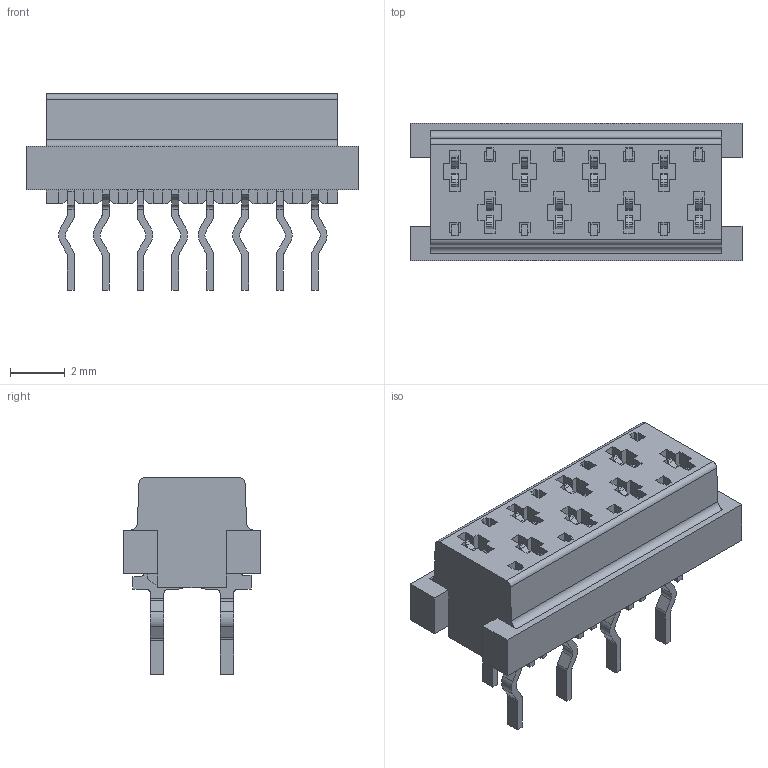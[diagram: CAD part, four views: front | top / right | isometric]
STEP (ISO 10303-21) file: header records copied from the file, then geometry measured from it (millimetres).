
FILE_DESCRIPTION(/* description */ (''),/* implementation_level */ '2;1');
FILE_NAME(/* name */ 'c-215079-8-t-3d.step',/* time_stamp */ '2019-10-05T16:58:52+02:00',/* author */ (''),/* organization */ (''),/* preprocessor_version */ 'ST-DEVELOPER v18',/* originating_system */ 'Autodesk Translation Framework v8.2.0.1029',/* authorisation */ '');
FILE_SCHEMA (('AUTOMOTIVE_DESIGN { 1 0 10303 214 3 1 1 }'));
Length unit declared in the file: millimetre
Products named in the file (1): c-215079-8-t-3d
Bounding box: 12.09 x 5 x 7.15 mm (x, y, z)
Volume: 175.9 mm3; surface area: 383.9 mm2
Topology: 1 solids, 1 shells, 738 faces, 2092 edges, 1388 vertices
Faces by surface type: plane 622, cylinder 116
Entity records: 23664 total; most frequent: CARTESIAN_POINT 4219, ORIENTED_EDGE 4184, DIRECTION 3802, EDGE_CURVE 2092, LINE 1860, VECTOR 1860, VERTEX_POINT 1388, AXIS2_PLACEMENT_3D 971
